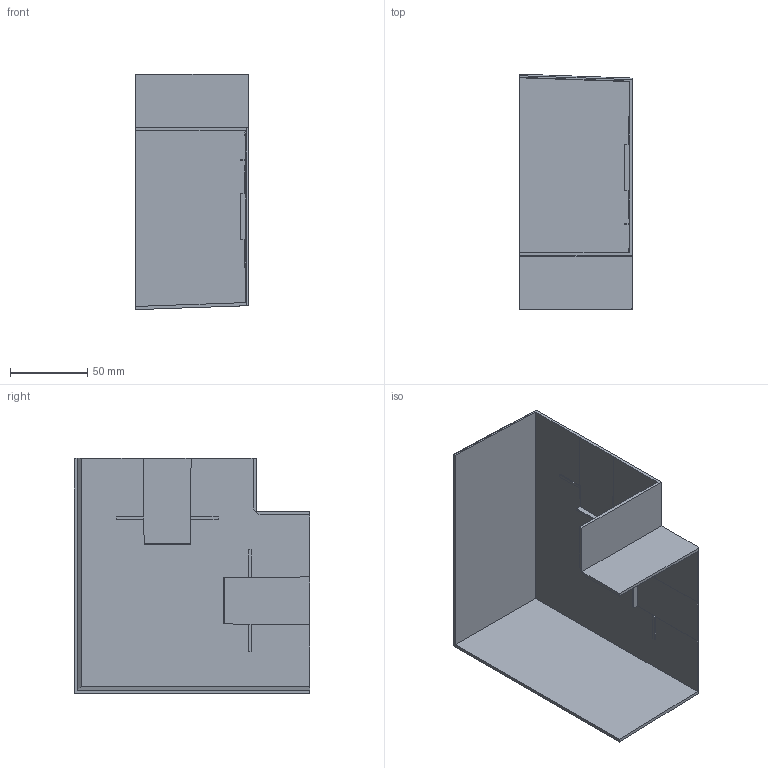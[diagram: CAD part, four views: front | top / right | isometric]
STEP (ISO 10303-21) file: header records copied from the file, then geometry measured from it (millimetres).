
FILE_DESCRIPTION (( 'STEP AP214' ), '1' );
FILE_NAME ('6274220.stp', '2016-05-03T14:28:56', ( '' ), ( '' ), 'SwSTEP 2.0', 'SolidWorks 2014', '' );
FILE_SCHEMA (( 'AUTOMOTIVE_DESIGN' ));
Length unit declared in the file: millimetre
Products named in the file (2): 6274220; 040119_Standard
Assembly tree (1 placements, depth 2):
  6274220
    040119_Standard
Bounding box: 73 x 152.55 x 152.55 mm (x, y, z)
Volume: 96380.3 mm3; surface area: 97500.8 mm2
Topology: 1 solids, 1 shells, 49 faces, 137 edges, 90 vertices
Faces by surface type: plane 46, cylinder 3
Entity records: 1806 total; most frequent: CARTESIAN_POINT 289, ORIENTED_EDGE 274, DIRECTION 243, EDGE_CURVE 137, VECTOR 131, LINE 131, VERTEX_POINT 90, AXIS2_PLACEMENT_3D 56
